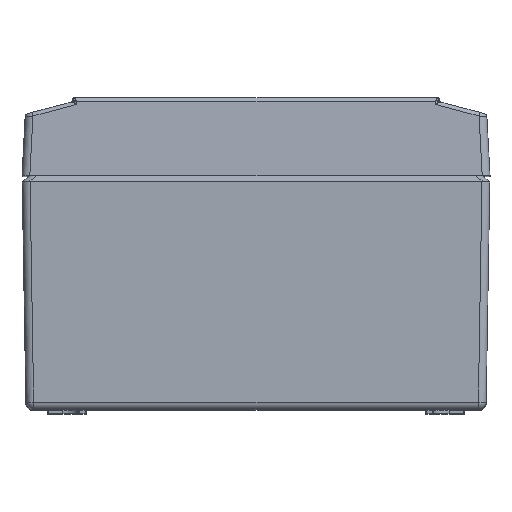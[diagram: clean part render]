
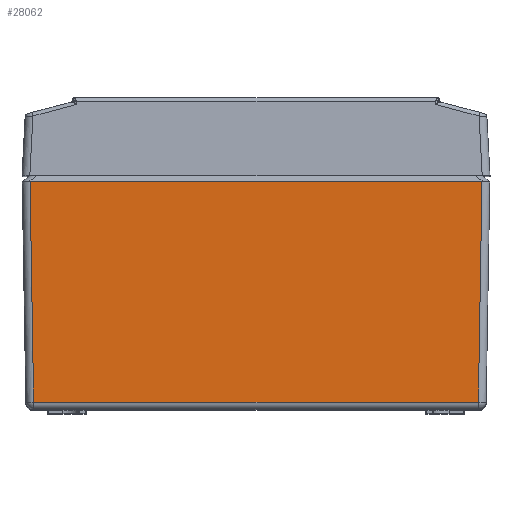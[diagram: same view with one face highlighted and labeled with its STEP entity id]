
A CAD part, top view. The second image highlights one B-rep face of the part: STEP entity #28062.
In plain terms, the highlighted planar face has unit normal (0, -0.016, 1).
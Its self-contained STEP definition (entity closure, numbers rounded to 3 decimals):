
#19118 = CARTESIAN_POINT ( 'NONE',  ( -57.015, -58.033, 59.015 ) ) ;
#19126 = CARTESIAN_POINT ( 'NONE',  ( 57.015, -58.033, 59.015 ) ) ;
#19169 = CARTESIAN_POINT ( 'NONE',  ( -57.943, -1.5, 59.943 ) ) ;
#19192 = PLANE ( 'NONE',  #19207 ) ;
#19193 = FACE_OUTER_BOUND ( 'NONE', #27989, .T. ) ;
#19199 = CARTESIAN_POINT ( 'NONE',  ( -60., 2., 60. ) ) ;
#19203 = DIRECTION ( 'NONE',  ( -1., 0., 0. ) ) ;
#19204 = VECTOR ( 'NONE', #19203, 1000. ) ;
#19205 = CARTESIAN_POINT ( 'NONE',  ( -59.967, -1.5, 59.943 ) ) ;
#19207 = AXIS2_PLACEMENT_3D ( 'NONE', #19199, #19238, #19237 ) ;
#19208 = LINE ( 'NONE', #19205, #19204 ) ;
#19209 = DIRECTION ( 'NONE',  ( 0.016, -1., -0.016 ) ) ;
#19210 = VECTOR ( 'NONE', #19209, 1000. ) ;
#19211 = CARTESIAN_POINT ( 'NONE',  ( -58.001, 2.033, 60.001 ) ) ;
#19213 = LINE ( 'NONE', #19211, #19210 ) ;
#19230 = DIRECTION ( 'NONE',  ( 1., 0., 0. ) ) ;
#19231 = VECTOR ( 'NONE', #19230, 1000. ) ;
#19232 = CARTESIAN_POINT ( 'NONE',  ( 58.983, -58.033, 59.015 ) ) ;
#19233 = CARTESIAN_POINT ( 'NONE',  ( 57.943, -1.5, 59.943 ) ) ;
#19234 = LINE ( 'NONE', #19232, #19231 ) ;
#19235 = DIRECTION ( 'NONE',  ( 0.016, 1., 0.016 ) ) ;
#19236 = VECTOR ( 'NONE', #19235, 1000. ) ;
#19237 = DIRECTION ( 'NONE',  ( 0., -1., -0.016 ) ) ;
#19238 = DIRECTION ( 'NONE',  ( 0., -0.016, 1. ) ) ;
#19239 = CARTESIAN_POINT ( 'NONE',  ( 57.969, 0.065, 59.968 ) ) ;
#19242 = LINE ( 'NONE', #19239, #19236 ) ;
#27988 = VERTEX_POINT ( 'NONE', #19126 ) ;
#27989 = EDGE_LOOP ( 'NONE', ( #27994, #28063, #28043, #28047 ) ) ;
#27994 = ORIENTED_EDGE ( 'NONE', *, *, #28065, .T. ) ;
#27995 = VERTEX_POINT ( 'NONE', #19118 ) ;
#28043 = ORIENTED_EDGE ( 'NONE', *, *, #28045, .T. ) ;
#28044 = EDGE_CURVE ( 'NONE', #28046, #27995, #19213, .T. ) ;
#28045 = EDGE_CURVE ( 'NONE', #28066, #28046, #19208, .T. ) ;
#28046 = VERTEX_POINT ( 'NONE', #19169 ) ;
#28047 = ORIENTED_EDGE ( 'NONE', *, *, #28044, .T. ) ;
#28062 = ADVANCED_FACE ( 'NONE', ( #19193 ), #19192, .T. ) ;
#28063 = ORIENTED_EDGE ( 'NONE', *, *, #28064, .T. ) ;
#28064 = EDGE_CURVE ( 'NONE', #27988, #28066, #19242, .T. ) ;
#28065 = EDGE_CURVE ( 'NONE', #27995, #27988, #19234, .T. ) ;
#28066 = VERTEX_POINT ( 'NONE', #19233 ) ;
